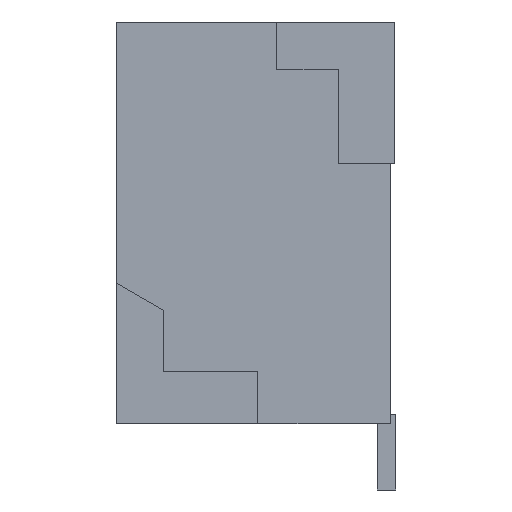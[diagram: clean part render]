
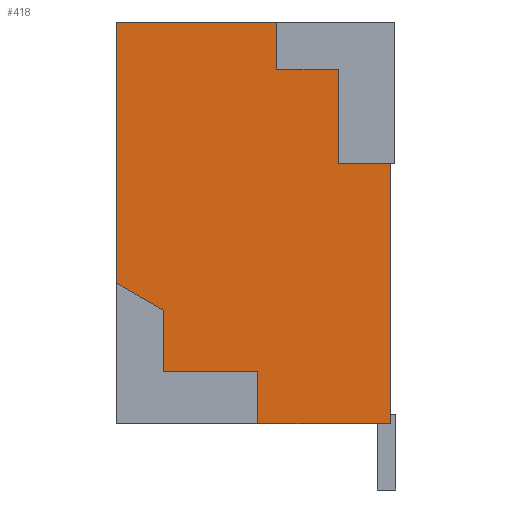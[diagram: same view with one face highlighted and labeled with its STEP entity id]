
A CAD part, left-side view. The second image highlights one B-rep face of the part: STEP entity #418.
In plain terms, the highlighted planar face has unit normal (-1, 0, 0).
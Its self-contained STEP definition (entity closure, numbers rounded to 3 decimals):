
#87 = VERTEX_POINT('',#88);
#88 = CARTESIAN_POINT('',(-8.5,1.555,3.395));
#94 = EDGE_CURVE('',#95,#87,#97,.T.);
#95 = VERTEX_POINT('',#96);
#96 = CARTESIAN_POINT('',(-8.5,0.905,3.395));
#97 = LINE('',#98,#99);
#98 = CARTESIAN_POINT('',(-8.5,1.555,3.395));
#99 = VECTOR('',#100,1.);
#100 = DIRECTION('',(0.,1.,0.));
#117 = VERTEX_POINT('',#118);
#118 = CARTESIAN_POINT('',(-8.5,1.555,3.895));
#190 = VERTEX_POINT('',#191);
#191 = CARTESIAN_POINT('',(-8.5,3.255,3.895));
#197 = EDGE_CURVE('',#190,#117,#198,.T.);
#198 = LINE('',#199,#200);
#199 = CARTESIAN_POINT('',(-8.5,3.255,3.895));
#200 = VECTOR('',#201,1.);
#201 = DIRECTION('',(0.,-1.,0.));
#342 = EDGE_CURVE('',#343,#95,#345,.T.);
#343 = VERTEX_POINT('',#344);
#344 = CARTESIAN_POINT('',(-8.5,0.905,2.395));
#345 = LINE('',#346,#347);
#346 = CARTESIAN_POINT('',(-8.5,0.905,3.395));
#347 = VECTOR('',#348,1.);
#348 = DIRECTION('',(0.,0.,1.));
#383 = EDGE_CURVE('',#87,#117,#384,.T.);
#384 = LINE('',#385,#386);
#385 = CARTESIAN_POINT('',(-8.5,1.555,3.895));
#386 = VECTOR('',#387,1.);
#387 = DIRECTION('',(0.,0.,1.));
#400 = EDGE_CURVE('',#401,#343,#403,.T.);
#401 = VERTEX_POINT('',#402);
#402 = CARTESIAN_POINT('',(-8.5,0.355,2.395));
#403 = LINE('',#404,#405);
#404 = CARTESIAN_POINT('',(-8.5,0.905,2.395));
#405 = VECTOR('',#406,1.);
#406 = DIRECTION('',(0.,1.,0.));
#418 = ADVANCED_FACE('',(#419),#480,.F.);
#419 = FACE_BOUND('',#420,.T.);
#420 = EDGE_LOOP('',(#421,#431,#439,#445,#446,#447,#448,#449,#450,#458,
    #466,#474));
#421 = ORIENTED_EDGE('',*,*,#422,.T.);
#422 = EDGE_CURVE('',#423,#425,#427,.T.);
#423 = VERTEX_POINT('',#424);
#424 = CARTESIAN_POINT('',(-8.5,1.755,0.195));
#425 = VERTEX_POINT('',#426);
#426 = CARTESIAN_POINT('',(-8.5,1.755,-0.355));
#427 = LINE('',#428,#429);
#428 = CARTESIAN_POINT('',(-8.5,1.755,0.195));
#429 = VECTOR('',#430,1.);
#430 = DIRECTION('',(0.,0.,-1.));
#431 = ORIENTED_EDGE('',*,*,#432,.T.);
#432 = EDGE_CURVE('',#425,#433,#435,.T.);
#433 = VERTEX_POINT('',#434);
#434 = CARTESIAN_POINT('',(-8.5,0.355,-0.355));
#435 = LINE('',#436,#437);
#436 = CARTESIAN_POINT('',(-8.5,3.255,-0.355));
#437 = VECTOR('',#438,1.);
#438 = DIRECTION('',(0.,-1.,0.));
#439 = ORIENTED_EDGE('',*,*,#440,.T.);
#440 = EDGE_CURVE('',#433,#401,#441,.T.);
#441 = LINE('',#442,#443);
#442 = CARTESIAN_POINT('',(-8.5,0.355,-0.355));
#443 = VECTOR('',#444,1.);
#444 = DIRECTION('',(0.,0.,1.));
#445 = ORIENTED_EDGE('',*,*,#400,.T.);
#446 = ORIENTED_EDGE('',*,*,#342,.T.);
#447 = ORIENTED_EDGE('',*,*,#94,.T.);
#448 = ORIENTED_EDGE('',*,*,#383,.T.);
#449 = ORIENTED_EDGE('',*,*,#197,.F.);
#450 = ORIENTED_EDGE('',*,*,#451,.F.);
#451 = EDGE_CURVE('',#452,#190,#454,.T.);
#452 = VERTEX_POINT('',#453);
#453 = CARTESIAN_POINT('',(-8.5,3.255,1.134));
#454 = LINE('',#455,#456);
#455 = CARTESIAN_POINT('',(-8.5,3.255,-0.355));
#456 = VECTOR('',#457,1.);
#457 = DIRECTION('',(0.,0.,1.));
#458 = ORIENTED_EDGE('',*,*,#459,.T.);
#459 = EDGE_CURVE('',#452,#460,#462,.T.);
#460 = VERTEX_POINT('',#461);
#461 = CARTESIAN_POINT('',(-8.5,2.755,0.845));
#462 = LINE('',#463,#464);
#463 = CARTESIAN_POINT('',(-8.5,2.755,0.845));
#464 = VECTOR('',#465,1.);
#465 = DIRECTION('',(0.,-0.866,-0.5));
#466 = ORIENTED_EDGE('',*,*,#467,.T.);
#467 = EDGE_CURVE('',#460,#468,#470,.T.);
#468 = VERTEX_POINT('',#469);
#469 = CARTESIAN_POINT('',(-8.5,2.755,0.195));
#470 = LINE('',#471,#472);
#471 = CARTESIAN_POINT('',(-8.5,2.755,0.195));
#472 = VECTOR('',#473,1.);
#473 = DIRECTION('',(0.,0.,-1.));
#474 = ORIENTED_EDGE('',*,*,#475,.T.);
#475 = EDGE_CURVE('',#468,#423,#476,.T.);
#476 = LINE('',#477,#478);
#477 = CARTESIAN_POINT('',(-8.5,2.755,0.195));
#478 = VECTOR('',#479,1.);
#479 = DIRECTION('',(0.,-1.,0.));
#480 = PLANE('',#481);
#481 = AXIS2_PLACEMENT_3D('',#482,#483,#484);
#482 = CARTESIAN_POINT('',(-8.5,3.255,-0.355));
#483 = DIRECTION('',(1.,0.,0.));
#484 = DIRECTION('',(0.,1.,0.));
